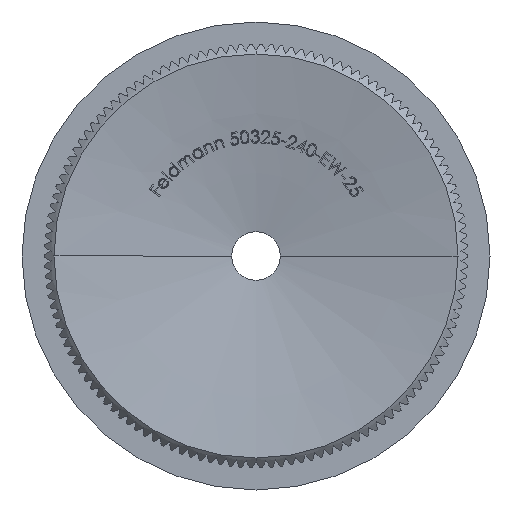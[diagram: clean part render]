
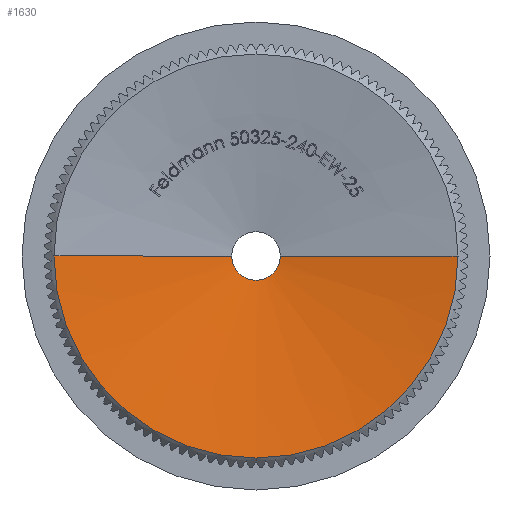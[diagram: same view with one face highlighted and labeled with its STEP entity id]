
A CAD part, front view. The second image highlights one B-rep face of the part: STEP entity #1630.
In plain terms, the highlighted conical face has half-angle 80 degrees and reference radius 20.85 mm.
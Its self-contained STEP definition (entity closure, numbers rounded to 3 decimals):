
#1630 = ADVANCED_FACE ( 'NONE', ( #26621 ), #3690, .F. ) ;
#2535 = CARTESIAN_POINT ( 'NONE',  ( 0., 0., 0. ) ) ;
#2646 = DIRECTION ( 'NONE',  ( 1., 0., 0. ) ) ;
#2802 = EDGE_CURVE ( 'NONE', #23438, #13845, #30609, .T. ) ;
#3690 = CONICAL_SURFACE ( 'NONE', #16309, 20.85, 1.396 ) ;
#4029 = DIRECTION ( 'NONE',  ( 0.985, -0.174, 0. ) ) ;
#4052 = CARTESIAN_POINT ( 'NONE',  ( -20.85, 0., 0. ) ) ;
#4108 = EDGE_CURVE ( 'NONE', #7631, #13845, #23948, .T. ) ;
#4221 = LINE ( 'NONE', #4052, #19722 ) ;
#4229 = VERTEX_POINT ( 'NONE', #12942 ) ;
#5029 = CARTESIAN_POINT ( 'NONE',  ( 0., 3.236, 0. ) ) ;
#5161 = CARTESIAN_POINT ( 'NONE',  ( -2.5, 3.236, 0. ) ) ;
#5622 = EDGE_LOOP ( 'NONE', ( #19343, #26536, #6200, #5984, #26006, #7048 ) ) ;
#5984 = ORIENTED_EDGE ( 'NONE', *, *, #30418, .T. ) ;
#6200 = ORIENTED_EDGE ( 'NONE', *, *, #22322, .T. ) ;
#7048 = ORIENTED_EDGE ( 'NONE', *, *, #2802, .F. ) ;
#7212 = CARTESIAN_POINT ( 'NONE',  ( 20.85, 0., 0. ) ) ;
#7631 = VERTEX_POINT ( 'NONE', #11658 ) ;
#10499 = DIRECTION ( 'NONE',  ( 1., 0., 0. ) ) ;
#11658 = CARTESIAN_POINT ( 'NONE',  ( 0., 0., -20.85 ) ) ;
#12942 = CARTESIAN_POINT ( 'NONE',  ( -20.85, 0., 0. ) ) ;
#12983 = AXIS2_PLACEMENT_3D ( 'NONE', #13977, #14267, #16443 ) ;
#13155 = DIRECTION ( 'NONE',  ( 0., -1., 0. ) ) ;
#13845 = VERTEX_POINT ( 'NONE', #7212 ) ;
#13977 = CARTESIAN_POINT ( 'NONE',  ( 0., 0., 0. ) ) ;
#14267 = DIRECTION ( 'NONE',  ( 0., -1., 0. ) ) ;
#15423 = CARTESIAN_POINT ( 'NONE',  ( 0., 0., 0. ) ) ;
#16309 = AXIS2_PLACEMENT_3D ( 'NONE', #15423, #13155, #10499 ) ;
#16443 = DIRECTION ( 'NONE',  ( 1., 0., 0. ) ) ;
#17656 = CARTESIAN_POINT ( 'NONE',  ( 20.85, 0., 0. ) ) ;
#17806 = VERTEX_POINT ( 'NONE', #21276 ) ;
#18351 = VERTEX_POINT ( 'NONE', #5161 ) ;
#19052 = DIRECTION ( 'NONE',  ( 1., 0., 0. ) ) ;
#19343 = ORIENTED_EDGE ( 'NONE', *, *, #29610, .T. ) ;
#19722 = VECTOR ( 'NONE', #22937, 1000. ) ;
#20314 = EDGE_CURVE ( 'NONE', #17806, #18351, #30483, .T. ) ;
#20665 = AXIS2_PLACEMENT_3D ( 'NONE', #2535, #26262, #28618 ) ;
#20801 = CARTESIAN_POINT ( 'NONE',  ( 0., 3.236, 0. ) ) ;
#21276 = CARTESIAN_POINT ( 'NONE',  ( 0., 3.236, -2.5 ) ) ;
#21640 = AXIS2_PLACEMENT_3D ( 'NONE', #20801, #23198, #19052 ) ;
#22322 = EDGE_CURVE ( 'NONE', #18351, #4229, #4221, .T. ) ;
#22937 = DIRECTION ( 'NONE',  ( -0.985, -0.174, 0. ) ) ;
#23198 = DIRECTION ( 'NONE',  ( 0., 1., 0. ) ) ;
#23438 = VERTEX_POINT ( 'NONE', #25589 ) ;
#23556 = CIRCLE ( 'NONE', #21640, 2.5 ) ;
#23900 = DIRECTION ( 'NONE',  ( 0., 1., 0. ) ) ;
#23948 = CIRCLE ( 'NONE', #20665, 20.85 ) ;
#24348 = VECTOR ( 'NONE', #4029, 1000. ) ;
#25589 = CARTESIAN_POINT ( 'NONE',  ( 2.5, 3.236, 0. ) ) ;
#26006 = ORIENTED_EDGE ( 'NONE', *, *, #4108, .T. ) ;
#26262 = DIRECTION ( 'NONE',  ( 0., -1., 0. ) ) ;
#26306 = AXIS2_PLACEMENT_3D ( 'NONE', #5029, #23900, #2646 ) ;
#26536 = ORIENTED_EDGE ( 'NONE', *, *, #20314, .T. ) ;
#26621 = FACE_OUTER_BOUND ( 'NONE', #5622, .T. ) ;
#28618 = DIRECTION ( 'NONE',  ( 1., 0., 0. ) ) ;
#28701 = CIRCLE ( 'NONE', #12983, 20.85 ) ;
#29610 = EDGE_CURVE ( 'NONE', #23438, #17806, #23556, .T. ) ;
#30418 = EDGE_CURVE ( 'NONE', #4229, #7631, #28701, .T. ) ;
#30483 = CIRCLE ( 'NONE', #26306, 2.5 ) ;
#30609 = LINE ( 'NONE', #17656, #24348 ) ;
